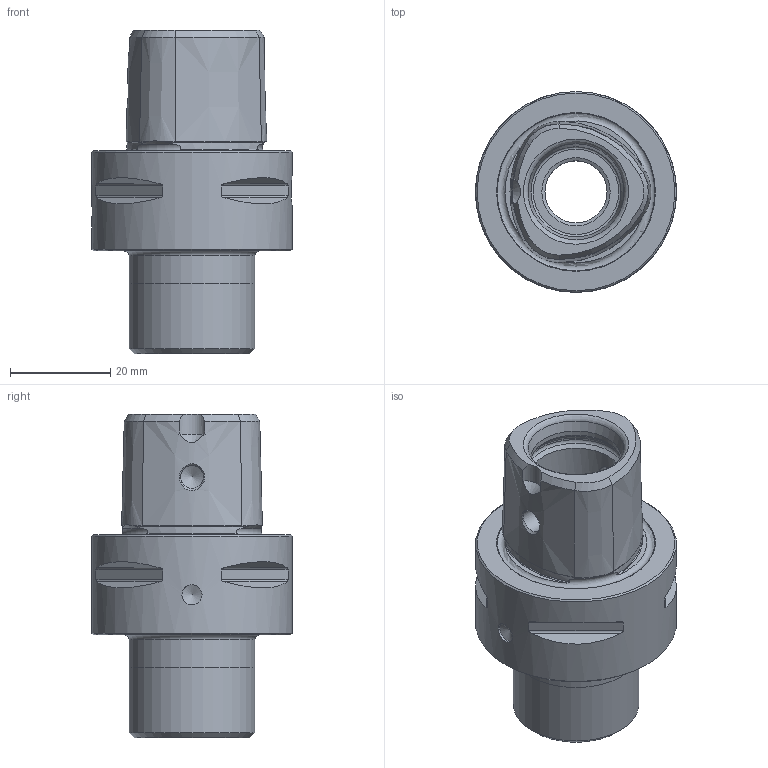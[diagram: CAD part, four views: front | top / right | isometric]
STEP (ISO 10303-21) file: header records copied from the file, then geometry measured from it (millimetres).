
FILE_DESCRIPTION(/* description */ (''),/* implementation_level */ '2;1');
FILE_NAME(/* name */ '280412010.stp',/* time_stamp */ '2021-01-08T12:38:21',/* author */ ('LRA'),/* organization */ ('REGO-FIX'),/* preprocessor_version */ ' Unknown',/* originating_system */ 'SIEMENS PLM Software Solid Edge ST10',/* authorization */ 'Unknown');
FILE_SCHEMA (('AUTOMOTIVE_DESIGN { 1 0 10303 214 2 1 1}'));
Length unit declared in the file: millimetre
Products named in the file (1): NOCUT
Bounding box: 40 x 40 x 64.5 mm (x, y, z)
Volume: 35906.1 mm3; surface area: 11442.3 mm2
Topology: 1 solids, 1 shells, 105 faces, 263 edges, 165 vertices
Faces by surface type: cone 55, cylinder 22, plane 21, torus 7
Full cylindrical faces by diameter (mm): 4 x1, 4.6 x2, 12.376 x2, 14 x1, 14.2 x1, 18 x2, 20 x1, 25 x2, 40 x1
Entity records: 3720 total; most frequent: CARTESIAN_POINT 758, DIRECTION 452, ORIENTED_EDGE 416, EDGE_CURVE 208, AXIS2_PLACEMENT_3D 202, FACE_BOUND 152, EDGE_LOOP 149, VERTEX_POINT 148
